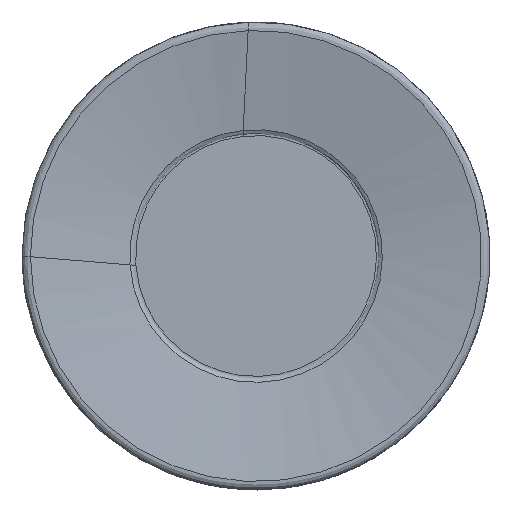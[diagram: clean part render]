
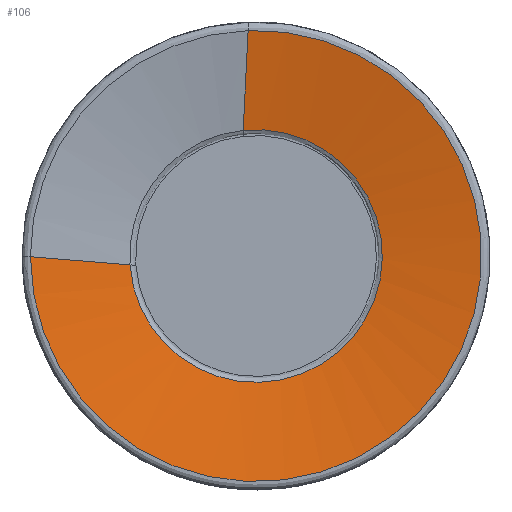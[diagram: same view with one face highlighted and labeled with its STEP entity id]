
A CAD part, left-side view. The second image highlights one B-rep face of the part: STEP entity #106.
In plain terms, the highlighted free-form (B-spline) face has degree [1, 3] with [2, 7] control points.
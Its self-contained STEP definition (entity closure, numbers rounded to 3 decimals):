
#106=ADVANCED_FACE('',(#178),#150,.F.);
#150=(
BOUNDED_SURFACE()
B_SPLINE_SURFACE(1,3,((#920,#921,#922,#923,#924,#925,#926),(#927,#928,#929,
#930,#931,#932,#933)),.UNSPECIFIED.,.F.,.F.,.F.)
B_SPLINE_SURFACE_WITH_KNOTS((2,2),(4,3,4),(0.,1.),(0.,0.5,1.),
 .UNSPECIFIED.)
GEOMETRIC_REPRESENTATION_ITEM()
RATIONAL_B_SPLINE_SURFACE(((1.,0.584,0.584,1.,0.584,
0.584,1.),(1.,0.584,0.584,1.,0.584,
0.584,1.)))
REPRESENTATION_ITEM('')
SURFACE()
);
#178=FACE_OUTER_BOUND('',#208,.T.);
#208=EDGE_LOOP('',(#298,#299,#300,#301));
#266=LINE('',#912,#278);
#267=LINE('',#917,#279);
#278=VECTOR('',#727,1.);
#279=VECTOR('',#730,1.);
#298=ORIENTED_EDGE('',*,*,#505,.T.);
#299=ORIENTED_EDGE('',*,*,#506,.F.);
#300=ORIENTED_EDGE('',*,*,#507,.T.);
#301=ORIENTED_EDGE('',*,*,#508,.T.);
#452=VERTEX_POINT('',#913);
#453=VERTEX_POINT('',#914);
#454=VERTEX_POINT('',#916);
#455=VERTEX_POINT('',#918);
#505=EDGE_CURVE('',#452,#453,#266,.T.);
#506=EDGE_CURVE('',#454,#453,#582,.T.);
#507=EDGE_CURVE('',#454,#455,#267,.T.);
#508=EDGE_CURVE('',#455,#452,#583,.T.);
#582=CIRCLE('',#642,25.067);
#583=CIRCLE('',#643,14.038);
#642=AXIS2_PLACEMENT_3D('',#915,#728,#729);
#643=AXIS2_PLACEMENT_3D('',#919,#731,#732);
#727=DIRECTION('',(-0.174,0.982,0.08));
#728=DIRECTION('',(1.,0.,0.));
#729=DIRECTION('',(0.,0.035,0.999));
#730=DIRECTION('',(0.174,0.049,-0.984));
#731=DIRECTION('',(1.,0.,0.));
#732=DIRECTION('',(0.,0.101,0.995));
#912=CARTESIAN_POINT('',(1.968,14.003,-0.981));
#913=CARTESIAN_POINT('',(1.968,14.003,-0.981));
#914=CARTESIAN_POINT('',(0.012,25.067,-0.081));
#915=CARTESIAN_POINT('',(0.012,0.,0.));
#916=CARTESIAN_POINT('',(0.012,0.875,25.052));
#917=CARTESIAN_POINT('',(1.968,1.423,13.965));
#918=CARTESIAN_POINT('',(1.968,1.423,13.965));
#919=CARTESIAN_POINT('',(1.968,0.,0.));
#920=CARTESIAN_POINT('',(1.968,1.423,13.965));
#921=CARTESIAN_POINT('',(1.968,-13.364,15.472));
#922=CARTESIAN_POINT('',(1.968,-20.311,2.332));
#923=CARTESIAN_POINT('',(1.968,-10.74,-9.039));
#924=CARTESIAN_POINT('',(1.968,-1.168,-20.411));
#925=CARTESIAN_POINT('',(1.968,12.965,-15.808));
#926=CARTESIAN_POINT('',(1.968,14.003,-0.981));
#927=CARTESIAN_POINT('',(0.012,0.875,25.052));
#928=CARTESIAN_POINT('',(0.012,-25.652,25.978));
#929=CARTESIAN_POINT('',(0.012,-36.467,1.739));
#930=CARTESIAN_POINT('',(0.012,-18.06,-17.384));
#931=CARTESIAN_POINT('',(0.012,0.347,-36.507));
#932=CARTESIAN_POINT('',(0.012,24.981,-26.624));
#933=CARTESIAN_POINT('',(0.012,25.067,-0.081));
